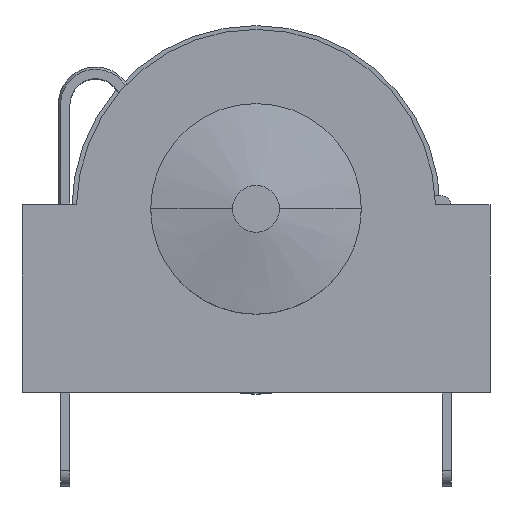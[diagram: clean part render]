
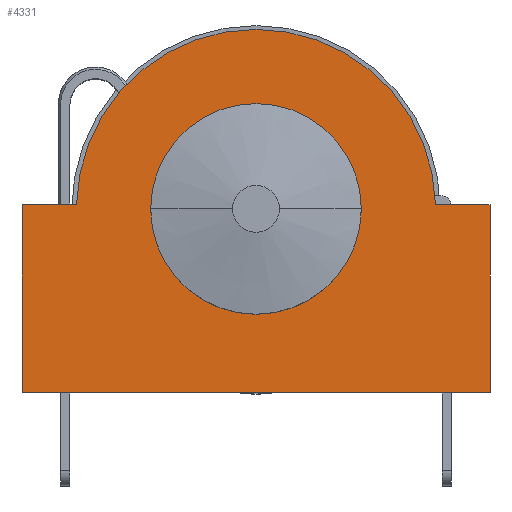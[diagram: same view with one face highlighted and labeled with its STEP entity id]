
A CAD part, top view. The second image highlights one B-rep face of the part: STEP entity #4331.
In plain terms, the highlighted planar face has unit normal (0, 0, 1).
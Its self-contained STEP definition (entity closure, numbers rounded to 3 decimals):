
#35 = EDGE_CURVE ( 'NONE', #1210, #5379, #8523, .T. ) ;
#405 = EDGE_LOOP ( 'NONE', ( #5213, #4583, #2103, #7079, #8948, #3318 ) ) ;
#416 = EDGE_CURVE ( 'NONE', #3365, #438, #1093, .T. ) ;
#421 = PLANE ( 'NONE',  #3876 ) ;
#438 = VERTEX_POINT ( 'NONE', #6916 ) ;
#647 = DIRECTION ( 'NONE',  ( 0., 0., -1. ) ) ;
#692 = CARTESIAN_POINT ( 'NONE',  ( -10., 8., 20.85 ) ) ;
#761 = DIRECTION ( 'NONE',  ( -1., 0., 0. ) ) ;
#766 = LINE ( 'NONE', #3810, #7232 ) ;
#897 = CARTESIAN_POINT ( 'NONE',  ( -10., 0., 20.85 ) ) ;
#941 = CARTESIAN_POINT ( 'NONE',  ( 10., 8., 20.85 ) ) ;
#971 = VERTEX_POINT ( 'NONE', #5865 ) ;
#1084 = CARTESIAN_POINT ( 'NONE',  ( 10., 8., 20.85 ) ) ;
#1093 = CIRCLE ( 'NONE', #5592, 7.675 ) ;
#1190 = DIRECTION ( 'NONE',  ( -1., 0., 0. ) ) ;
#1210 = VERTEX_POINT ( 'NONE', #897 ) ;
#1230 = CARTESIAN_POINT ( 'NONE',  ( -10., 8., 20.85 ) ) ;
#1262 = VERTEX_POINT ( 'NONE', #941 ) ;
#1286 = CARTESIAN_POINT ( 'NONE',  ( -10., 0., 20.85 ) ) ;
#1928 = DIRECTION ( 'NONE',  ( 0., -1., 0. ) ) ;
#2103 = ORIENTED_EDGE ( 'NONE', *, *, #6686, .F. ) ;
#2157 = CARTESIAN_POINT ( 'NONE',  ( 0., 7.825, 20.85 ) ) ;
#2335 = DIRECTION ( 'NONE',  ( 0., -1., 0. ) ) ;
#2354 = DIRECTION ( 'NONE',  ( -1., 0., 0. ) ) ;
#2404 = DIRECTION ( 'NONE',  ( 1., 0., 0. ) ) ;
#2616 = LINE ( 'NONE', #1084, #5362 ) ;
#3245 = DIRECTION ( 'NONE',  ( 0., 0., -1. ) ) ;
#3318 = ORIENTED_EDGE ( 'NONE', *, *, #8031, .F. ) ;
#3365 = VERTEX_POINT ( 'NONE', #7860 ) ;
#3453 = VECTOR ( 'NONE', #2404, 1000. ) ;
#3810 = CARTESIAN_POINT ( 'NONE',  ( -10., 8., 20.85 ) ) ;
#3876 = AXIS2_PLACEMENT_3D ( 'NONE', #10181, #9218, #7540 ) ;
#3895 = EDGE_CURVE ( 'NONE', #971, #4910, #8067, .T. ) ;
#3901 = VECTOR ( 'NONE', #2335, 1000. ) ;
#3968 = DIRECTION ( 'NONE',  ( 1., 0., 0. ) ) ;
#4331 = ADVANCED_FACE ( 'NONE', ( #10661, #5192 ), #421, .F. ) ;
#4583 = ORIENTED_EDGE ( 'NONE', *, *, #416, .F. ) ;
#4593 = EDGE_LOOP ( 'NONE', ( #10726, #6771 ) ) ;
#4731 = CARTESIAN_POINT ( 'NONE',  ( 4.5, 7.825, 20.85 ) ) ;
#4910 = VERTEX_POINT ( 'NONE', #4731 ) ;
#4961 = EDGE_CURVE ( 'NONE', #438, #1262, #766, .T. ) ;
#5192 = FACE_BOUND ( 'NONE', #4593, .T. ) ;
#5213 = ORIENTED_EDGE ( 'NONE', *, *, #4961, .F. ) ;
#5362 = VECTOR ( 'NONE', #1928, 1000. ) ;
#5379 = VERTEX_POINT ( 'NONE', #8856 ) ;
#5592 = AXIS2_PLACEMENT_3D ( 'NONE', #9400, #647, #761 ) ;
#5865 = CARTESIAN_POINT ( 'NONE',  ( -4.5, 7.825, 20.85 ) ) ;
#6686 = EDGE_CURVE ( 'NONE', #11373, #3365, #7599, .T. ) ;
#6742 = CARTESIAN_POINT ( 'NONE',  ( 0., 7.825, 20.85 ) ) ;
#6770 = VECTOR ( 'NONE', #3968, 1000. ) ;
#6771 = ORIENTED_EDGE ( 'NONE', *, *, #10719, .T. ) ;
#6783 = EDGE_CURVE ( 'NONE', #11373, #1210, #9233, .T. ) ;
#6916 = CARTESIAN_POINT ( 'NONE',  ( 7.673, 8., 20.85 ) ) ;
#7079 = ORIENTED_EDGE ( 'NONE', *, *, #6783, .T. ) ;
#7232 = VECTOR ( 'NONE', #10885, 1000. ) ;
#7540 = DIRECTION ( 'NONE',  ( -1., 0., 0. ) ) ;
#7599 = LINE ( 'NONE', #1230, #6770 ) ;
#7619 = DIRECTION ( 'NONE',  ( 0., 0., -1. ) ) ;
#7636 = CARTESIAN_POINT ( 'NONE',  ( -10., 8., 20.85 ) ) ;
#7860 = CARTESIAN_POINT ( 'NONE',  ( -7.673, 8., 20.85 ) ) ;
#8031 = EDGE_CURVE ( 'NONE', #1262, #5379, #2616, .T. ) ;
#8067 = CIRCLE ( 'NONE', #10396, 4.5 ) ;
#8523 = LINE ( 'NONE', #1286, #3453 ) ;
#8856 = CARTESIAN_POINT ( 'NONE',  ( 10., 0., 20.85 ) ) ;
#8948 = ORIENTED_EDGE ( 'NONE', *, *, #35, .T. ) ;
#9135 = AXIS2_PLACEMENT_3D ( 'NONE', #2157, #3245, #1190 ) ;
#9218 = DIRECTION ( 'NONE',  ( 0., 0., -1. ) ) ;
#9233 = LINE ( 'NONE', #7636, #3901 ) ;
#9400 = CARTESIAN_POINT ( 'NONE',  ( 0., 7.825, 20.85 ) ) ;
#10002 = CIRCLE ( 'NONE', #9135, 4.5 ) ;
#10181 = CARTESIAN_POINT ( 'NONE',  ( -10., 8., 20.85 ) ) ;
#10396 = AXIS2_PLACEMENT_3D ( 'NONE', #6742, #7619, #2354 ) ;
#10661 = FACE_OUTER_BOUND ( 'NONE', #405, .T. ) ;
#10719 = EDGE_CURVE ( 'NONE', #4910, #971, #10002, .T. ) ;
#10726 = ORIENTED_EDGE ( 'NONE', *, *, #3895, .T. ) ;
#10885 = DIRECTION ( 'NONE',  ( 1., 0., 0. ) ) ;
#11373 = VERTEX_POINT ( 'NONE', #692 ) ;
